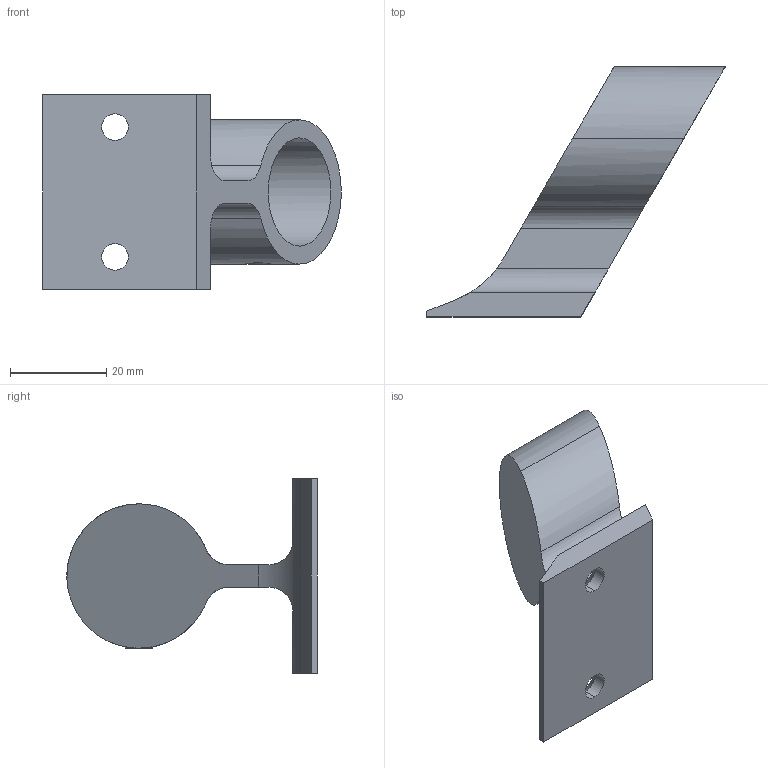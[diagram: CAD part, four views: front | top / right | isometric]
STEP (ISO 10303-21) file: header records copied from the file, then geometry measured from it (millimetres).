
FILE_DESCRIPTION (( 'STEP AP203' ), '1' );
FILE_NAME ('A-1395-2-R_.STEP', '2008-09-18T12:56:43', ( ' ' ), ( ' ' ), 'SwSTEP 2.0', 'SolidWorks 2007', '' );
FILE_SCHEMA (( 'CONFIG_CONTROL_DESIGN' ));
Length unit declared in the file: millimetre
Products named in the file (3): A-1395-2-R_; A-1395-2儀乕僗_幮_A-1395-2-R; 榋妏寠晅巭傔偹偠係暘偺侾僀儞僠_棉太倌
Assembly tree (2 placements, depth 2):
  A-1395-2-R_
    榋妏寠晅巭傔偹偠係暘偺侾僀儞僠_棉太倌
    A-1395-2儀乕僗_幮_A-1395-2-R
Bounding box: 62.01 x 51.99 x 40.5 mm (x, y, z)
Volume: 16922.1 mm3; surface area: 9294.5 mm2
Topology: 2 solids, 2 shells, 55 faces, 129 edges, 78 vertices
Faces by surface type: plane 27, cylinder 18, cone 10
Entity records: 2010 total; most frequent: CARTESIAN_POINT 475, DIRECTION 261, ORIENTED_EDGE 258, EDGE_CURVE 129, AXIS2_PLACEMENT_3D 94, VERTEX_POINT 78, VECTOR 73, LINE 73
